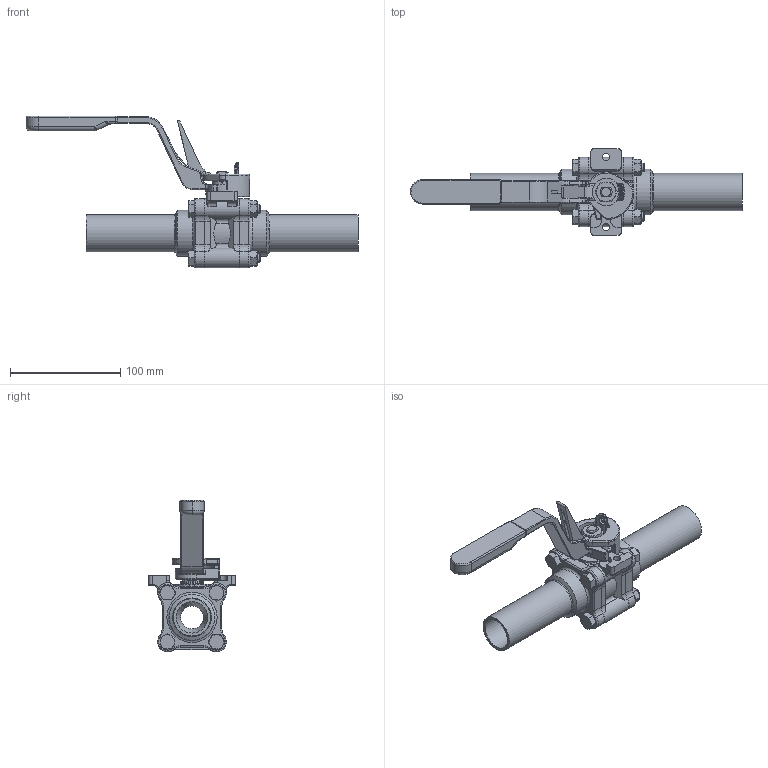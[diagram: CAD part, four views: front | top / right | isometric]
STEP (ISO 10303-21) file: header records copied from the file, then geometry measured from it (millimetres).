
FILE_DESCRIPTION(/* description */ (''),/* implementation_level */ '2;1');
FILE_NAME(/* name */ 'GA-A44-10-XBJ-LW.stp',/* time_stamp */ '2020-07-24T17:29:28+06:00',/* author */ ('10157457'),/* organization */ (''),/* preprocessor_version */ 'ST-DEVELOPER v16.1',/* originating_system */ 'Autodesk Inventor 2016',/* authorisation */ '');
FILE_SCHEMA (('AUTOMOTIVE_DESIGN { 1 0 10303 214 3 1 1 }'));
Length unit declared in the file: inch
Products named in the file (1): GA-A44-10-XBJ-LW
Bounding box: 300.54 x 78.4 x 137.51 mm (x, y, z)
Volume: 292596.3 mm3; surface area: 89327.7 mm2
Topology: 1 solids, 4 shells, 842 faces, 2102 edges, 1272 vertices
Faces by surface type: plane 305, cylinder 276, cone 109, torus 92, bspline 44, sphere 16
Full cylindrical faces by diameter (mm): 0.8 x2, 4.05 x2, 6 x3, 6.647 x2, 7 x1, 8 x4, 17.2 x1, 20.6 x2, 20.7 x1, 24 x1, 28.525 x2, 33.725 x2, 41.475 x2
Entity records: 27130 total; most frequent: CARTESIAN_POINT 6872, DIRECTION 4129, ORIENTED_EDGE 4060, EDGE_CURVE 2029, AXIS2_PLACEMENT_3D 1627, VERTEX_POINT 1261, EDGE_LOOP 931, LINE 875
